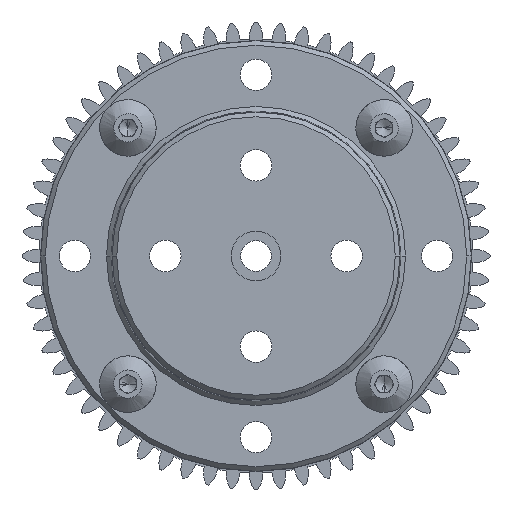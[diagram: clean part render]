
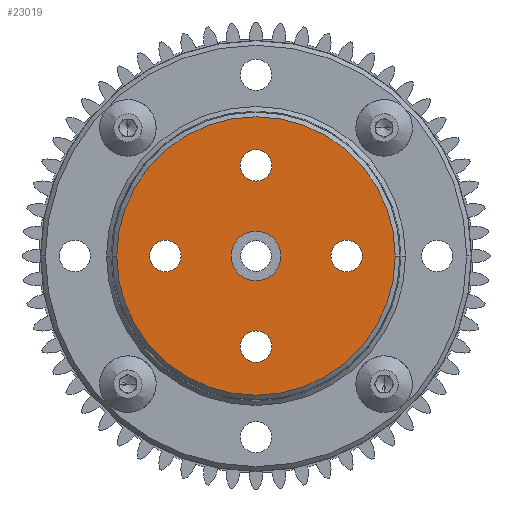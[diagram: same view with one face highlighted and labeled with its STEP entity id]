
A CAD part, front view. The second image highlights one B-rep face of the part: STEP entity #23019.
In plain terms, the highlighted face is planar.
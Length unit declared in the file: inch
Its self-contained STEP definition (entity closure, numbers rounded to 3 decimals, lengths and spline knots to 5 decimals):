
#1517 = CARTESIAN_POINT ( 'NONE',  ( 0., 0.375, 0. ) ) ;
#1518 = DIRECTION ( 'NONE',  ( 0., -1., 0. ) ) ;
#1519 = DIRECTION ( 'NONE',  ( 0., 0., -1. ) ) ;
#1520 = CARTESIAN_POINT ( 'NONE',  ( 0., 0.375, 0. ) ) ;
#1538 = DIRECTION ( 'NONE',  ( 0., -1., 0. ) ) ;
#1540 = DIRECTION ( 'NONE',  ( 0., 0., 1. ) ) ;
#1647 = CARTESIAN_POINT ( 'NONE',  ( 0.5, 0.375, 0. ) ) ;
#1650 = DIRECTION ( 'NONE',  ( 0., -1., 0. ) ) ;
#1652 = DIRECTION ( 'NONE',  ( 0., 0., -1. ) ) ;
#1669 = CARTESIAN_POINT ( 'NONE',  ( 0., 0.375, -0.5 ) ) ;
#1672 = EDGE_LOOP ( 'NONE', ( #2638, #2640 ) ) ;
#1671 = DIRECTION ( 'NONE',  ( 0., -1., 0. ) ) ;
#1673 = DIRECTION ( 'NONE',  ( 0., 0., -1. ) ) ;
#1674 = EDGE_LOOP ( 'NONE', ( #2634, #2636 ) ) ;
#1676 = EDGE_LOOP ( 'NONE', ( #2629, #2631 ) ) ;
#1677 = EDGE_LOOP ( 'NONE', ( #2625, #2627 ) ) ;
#1679 = EDGE_LOOP ( 'NONE', ( #2622, #2623 ) ) ;
#1689 = CARTESIAN_POINT ( 'NONE',  ( -0.5, 0.375, 0. ) ) ;
#1691 = DIRECTION ( 'NONE',  ( 0., -1., 0. ) ) ;
#1693 = DIRECTION ( 'NONE',  ( 0., 0., -1. ) ) ;
#1704 = EDGE_LOOP ( 'NONE', ( #2620, #2621 ) ) ;
#1710 = CARTESIAN_POINT ( 'NONE',  ( 0., 0.375, 0.5 ) ) ;
#1713 = DIRECTION ( 'NONE',  ( 0., -1., 0. ) ) ;
#1715 = DIRECTION ( 'NONE',  ( 0., 0., -1. ) ) ;
#1879 = CARTESIAN_POINT ( 'NONE',  ( 0., 0.375, 0.5 ) ) ;
#1885 = CARTESIAN_POINT ( 'NONE',  ( -0.5, 0.375, 0. ) ) ;
#1888 = DIRECTION ( 'NONE',  ( 0., -1., 0. ) ) ;
#1890 = DIRECTION ( 'NONE',  ( 0., 0., -1. ) ) ;
#1896 = CARTESIAN_POINT ( 'NONE',  ( 0., 0.375, -0.5 ) ) ;
#1899 = DIRECTION ( 'NONE',  ( 0., -1., 0. ) ) ;
#1901 = DIRECTION ( 'NONE',  ( 0., 0., -1. ) ) ;
#1903 = CARTESIAN_POINT ( 'NONE',  ( 0.5, 0.375, 0. ) ) ;
#1912 = DIRECTION ( 'NONE',  ( 0., -1., 0. ) ) ;
#1914 = DIRECTION ( 'NONE',  ( 0., 0., -1. ) ) ;
#1915 = CARTESIAN_POINT ( 'NONE',  ( 0., 0.375, 0. ) ) ;
#1918 = DIRECTION ( 'NONE',  ( 0., -1., 0. ) ) ;
#1920 = DIRECTION ( 'NONE',  ( 0., 0., -1. ) ) ;
#1935 = DIRECTION ( 'NONE',  ( 0., -1., 0. ) ) ;
#1937 = DIRECTION ( 'NONE',  ( 0., 0., 1. ) ) ;
#2141 = CARTESIAN_POINT ( 'NONE',  ( 0., 0.375, 0. ) ) ;
#2148 = DIRECTION ( 'NONE',  ( 0., -1., 0. ) ) ;
#2150 = DIRECTION ( 'NONE',  ( 0., 0., -1. ) ) ;
#2620 = ORIENTED_EDGE ( 'NONE', *, *, #40693, .T. ) ;
#2621 = ORIENTED_EDGE ( 'NONE', *, *, #40847, .T. ) ;
#2622 = ORIENTED_EDGE ( 'NONE', *, *, #40841, .T. ) ;
#2623 = ORIENTED_EDGE ( 'NONE', *, *, #40737, .T. ) ;
#2625 = ORIENTED_EDGE ( 'NONE', *, *, #40838, .T. ) ;
#2627 = ORIENTED_EDGE ( 'NONE', *, *, #40745, .T. ) ;
#2629 = ORIENTED_EDGE ( 'NONE', *, *, #40830, .T. ) ;
#2631 = ORIENTED_EDGE ( 'NONE', *, *, #40754, .T. ) ;
#2634 = ORIENTED_EDGE ( 'NONE', *, *, #40834, .T. ) ;
#2636 = ORIENTED_EDGE ( 'NONE', *, *, #40763, .T. ) ;
#2638 = ORIENTED_EDGE ( 'NONE', *, *, #40682, .F. ) ;
#2640 = ORIENTED_EDGE ( 'NONE', *, *, #40895, .F. ) ;
#4998 = CARTESIAN_POINT ( 'NONE',  ( 0.5, 0.375, -0.08661 ) ) ;
#5000 = CARTESIAN_POINT ( 'NONE',  ( 0.5, 0.375, 0.08661 ) ) ;
#5001 = CARTESIAN_POINT ( 'NONE',  ( 0., 0.375, 0.1375 ) ) ;
#5003 = CARTESIAN_POINT ( 'NONE',  ( 0., 0.375, -0.1375 ) ) ;
#5029 = CARTESIAN_POINT ( 'NONE',  ( 0., 0.375, -0.58661 ) ) ;
#5031 = CARTESIAN_POINT ( 'NONE',  ( 0., 0.375, -0.41339 ) ) ;
#5038 = CARTESIAN_POINT ( 'NONE',  ( 0., 0.375, 0.76845 ) ) ;
#5039 = CARTESIAN_POINT ( 'NONE',  ( 0., 0.375, -0.76845 ) ) ;
#5041 = CARTESIAN_POINT ( 'NONE',  ( -0.5, 0.375, -0.08661 ) ) ;
#5043 = CARTESIAN_POINT ( 'NONE',  ( -0.5, 0.375, 0.08661 ) ) ;
#5071 = CARTESIAN_POINT ( 'NONE',  ( 0., 0.375, 0.41339 ) ) ;
#5072 = CARTESIAN_POINT ( 'NONE',  ( 0., 0.375, 0.58661 ) ) ;
#7658 = AXIS2_PLACEMENT_3D ( 'NONE', #1517, #1518, #1519 ) ;
#7665 = AXIS2_PLACEMENT_3D ( 'NONE', #1520, #1538, #1540 ) ;
#7675 = AXIS2_PLACEMENT_3D ( 'NONE', #1647, #1650, #1652 ) ;
#7677 = AXIS2_PLACEMENT_3D ( 'NONE', #1669, #1671, #1673 ) ;
#7680 = AXIS2_PLACEMENT_3D ( 'NONE', #1689, #1691, #1693 ) ;
#7681 = AXIS2_PLACEMENT_3D ( 'NONE', #1710, #1713, #1715 ) ;
#7698 = AXIS2_PLACEMENT_3D ( 'NONE', #1885, #1888, #1890 ) ;
#7702 = AXIS2_PLACEMENT_3D ( 'NONE', #1879, #1899, #1901 ) ;
#7703 = AXIS2_PLACEMENT_3D ( 'NONE', #1896, #1912, #1914 ) ;
#7704 = AXIS2_PLACEMENT_3D ( 'NONE', #1903, #1918, #1920 ) ;
#7707 = AXIS2_PLACEMENT_3D ( 'NONE', #1915, #1935, #1937 ) ;
#7710 = AXIS2_PLACEMENT_3D ( 'NONE', #2141, #2148, #2150 ) ;
#9546 = FACE_BOUND ( 'NONE', #1677, .T. ) ;
#9549 = FACE_BOUND ( 'NONE', #1676, .T. ) ;
#9550 = FACE_BOUND ( 'NONE', #1674, .T. ) ;
#9554 = FACE_BOUND ( 'NONE', #1704, .T. ) ;
#9555 = FACE_OUTER_BOUND ( 'NONE', #1672, .T. ) ;
#9556 = FACE_BOUND ( 'NONE', #1679, .T. ) ;
#13629 = CARTESIAN_POINT ( 'NONE',  ( 0., 0.375, 0. ) ) ;
#13630 = PLANE ( 'NONE',  #28984 ) ;
#13631 = DIRECTION ( 'NONE',  ( 0., 1., 0. ) ) ;
#13632 = DIRECTION ( 'NONE',  ( 0., 0., 1. ) ) ;
#23019 = ADVANCED_FACE ( 'NONE', ( #9554, #9556, #9546, #9549, #9550, #9555 ), #13630, .T. ) ;
#28984 = AXIS2_PLACEMENT_3D ( 'NONE', #13629, #13631, #13632 ) ;
#35484 = VERTEX_POINT ( 'NONE', #4998 ) ;
#35485 = VERTEX_POINT ( 'NONE', #5000 ) ;
#35486 = VERTEX_POINT ( 'NONE', #5001 ) ;
#35487 = VERTEX_POINT ( 'NONE', #5003 ) ;
#35504 = VERTEX_POINT ( 'NONE', #5029 ) ;
#35505 = VERTEX_POINT ( 'NONE', #5031 ) ;
#35509 = VERTEX_POINT ( 'NONE', #5038 ) ;
#35510 = VERTEX_POINT ( 'NONE', #5039 ) ;
#35511 = VERTEX_POINT ( 'NONE', #5041 ) ;
#35512 = VERTEX_POINT ( 'NONE', #5043 ) ;
#35530 = VERTEX_POINT ( 'NONE', #5071 ) ;
#35531 = VERTEX_POINT ( 'NONE', #5072 ) ;
#36405 = CIRCLE ( 'NONE', #7658, 0.76845 ) ;
#36411 = CIRCLE ( 'NONE', #7665, 0.1375 ) ;
#36440 = CIRCLE ( 'NONE', #7675, 0.08661 ) ;
#36446 = CIRCLE ( 'NONE', #7677, 0.08661 ) ;
#36453 = CIRCLE ( 'NONE', #7680, 0.08661 ) ;
#36459 = CIRCLE ( 'NONE', #7681, 0.08661 ) ;
#36500 = CIRCLE ( 'NONE', #7698, 0.08661 ) ;
#36502 = CIRCLE ( 'NONE', #7702, 0.08661 ) ;
#36506 = CIRCLE ( 'NONE', #7703, 0.08661 ) ;
#36508 = CIRCLE ( 'NONE', #7704, 0.08661 ) ;
#36512 = CIRCLE ( 'NONE', #7707, 0.1375 ) ;
#36549 = CIRCLE ( 'NONE', #7710, 0.76845 ) ;
#40682 = EDGE_CURVE ( 'NONE', #35510, #35509, #36405, .T. ) ;
#40693 = EDGE_CURVE ( 'NONE', #35486, #35487, #36411, .T. ) ;
#40737 = EDGE_CURVE ( 'NONE', #35485, #35484, #36440, .T. ) ;
#40745 = EDGE_CURVE ( 'NONE', #35505, #35504, #36446, .T. ) ;
#40754 = EDGE_CURVE ( 'NONE', #35512, #35511, #36453, .T. ) ;
#40763 = EDGE_CURVE ( 'NONE', #35531, #35530, #36459, .T. ) ;
#40830 = EDGE_CURVE ( 'NONE', #35511, #35512, #36500, .T. ) ;
#40834 = EDGE_CURVE ( 'NONE', #35530, #35531, #36502, .T. ) ;
#40838 = EDGE_CURVE ( 'NONE', #35504, #35505, #36506, .T. ) ;
#40841 = EDGE_CURVE ( 'NONE', #35484, #35485, #36508, .T. ) ;
#40847 = EDGE_CURVE ( 'NONE', #35487, #35486, #36512, .T. ) ;
#40895 = EDGE_CURVE ( 'NONE', #35509, #35510, #36549, .T. ) ;
